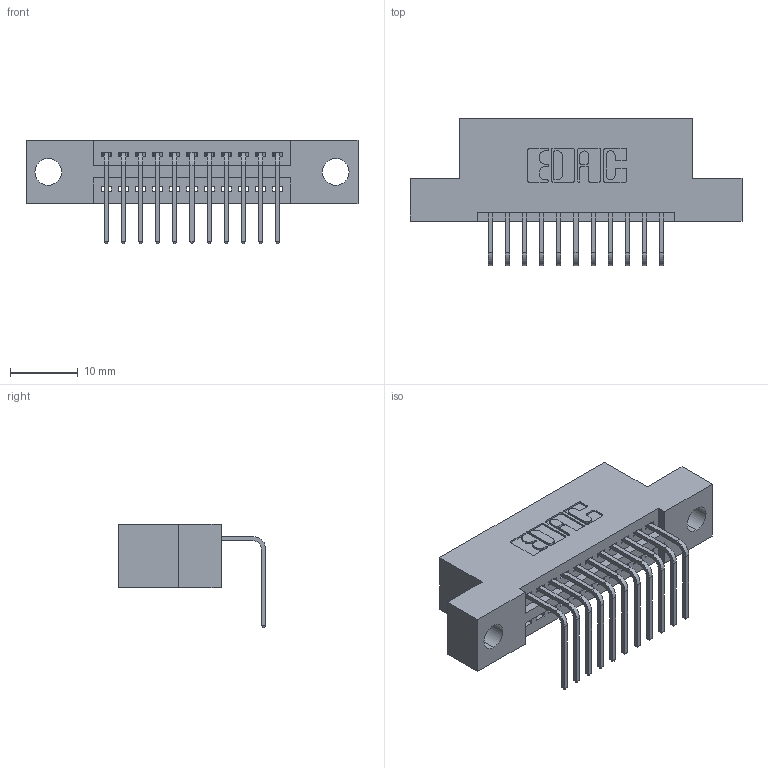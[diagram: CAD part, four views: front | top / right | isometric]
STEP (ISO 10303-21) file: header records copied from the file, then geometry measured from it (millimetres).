
FILE_DESCRIPTION (( 'STEP AP203' ), '1' );
FILE_NAME ('395-011-558-104.STEP', '2021-06-11T14:01:21', ( '' ), ( '' ), 'SwSTEP 2.0', 'SolidWorks 2020', '' );
FILE_SCHEMA (( 'CONFIG_CONTROL_DESIGN' ));
Length unit declared in the file: inch
Products named in the file (3): 395-011-558-104; 345-292-001_558 Tail - 2; 345 Part_Flush Mounting Lugs - 0.156 Dia-TI
Assembly tree (12 placements, depth 2):
  395-011-558-104
    345 Part_Flush Mounting Lugs - 0.156 Dia-TI
    345-292-001_558 Tail - 2  x11
Bounding box: 49.15 x 21.83 x 15.37 mm (x, y, z)
Volume: 4345 mm3; surface area: 5410.6 mm2
Topology: 12 solids, 12 shells, 800 faces, 2379 edges, 1570 vertices
Faces by surface type: plane 556, cylinder 244
Entity records: 12955 total; most frequent: CARTESIAN_POINT 2255, ORIENTED_EDGE 2198, DIRECTION 2013, EDGE_CURVE 1099, VECTOR 923, LINE 923, VERTEX_POINT 730, AXIS2_PLACEMENT_3D 545
